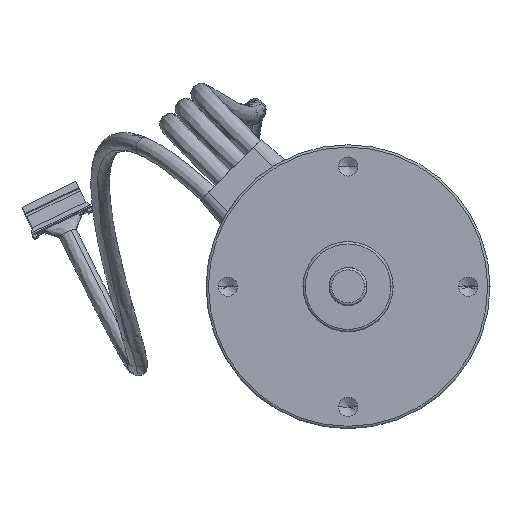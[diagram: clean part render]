
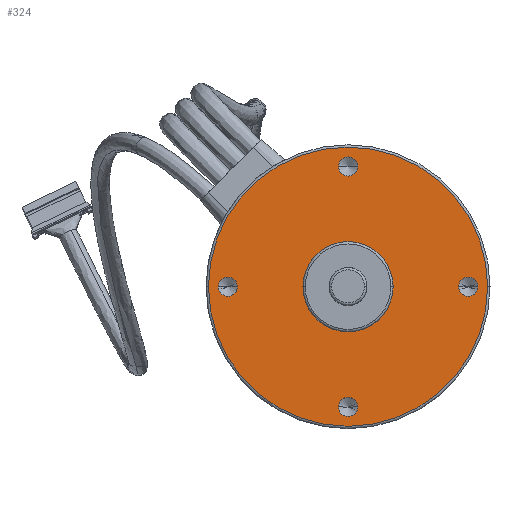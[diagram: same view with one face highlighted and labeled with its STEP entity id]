
A CAD part, top view. The second image highlights one B-rep face of the part: STEP entity #324.
In plain terms, the highlighted planar face has unit normal (0, 0, 1).
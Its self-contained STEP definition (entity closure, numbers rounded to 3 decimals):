
#129 = EDGE_LOOP ( 'NONE', ( #5500, #6827 ) ) ;
#324 = ADVANCED_FACE ( 'NONE', ( #7490, #4865, #796, #2400, #6755, #4633 ), #6009, .T. ) ;
#337 = CARTESIAN_POINT ( 'NONE',  ( 0., -25.4, 0. ) ) ;
#370 = CIRCLE ( 'NONE', #8092, 2.019 ) ;
#511 = EDGE_CURVE ( 'NONE', #3035, #6031, #4518, .T. ) ;
#634 = ORIENTED_EDGE ( 'NONE', *, *, #9711, .F. ) ;
#796 = FACE_BOUND ( 'NONE', #3621, .T. ) ;
#963 = CARTESIAN_POINT ( 'NONE',  ( 2.019, 25.4, 0. ) ) ;
#1007 = DIRECTION ( 'NONE',  ( 0., 0., 1. ) ) ;
#1009 = CARTESIAN_POINT ( 'NONE',  ( 0., 25.4, 0. ) ) ;
#1031 = DIRECTION ( 'NONE',  ( 0., 0., 1. ) ) ;
#1092 = CARTESIAN_POINT ( 'NONE',  ( -23.381, 0., 0. ) ) ;
#1097 = AXIS2_PLACEMENT_3D ( 'NONE', #8131, #1007, #7197 ) ;
#1132 = CIRCLE ( 'NONE', #9918, 2.019 ) ;
#1225 = CIRCLE ( 'NONE', #3081, 9.525 ) ;
#1430 = CARTESIAN_POINT ( 'NONE',  ( 0., 25.4, 0. ) ) ;
#1471 = AXIS2_PLACEMENT_3D ( 'NONE', #337, #5068, #5028 ) ;
#1706 = VERTEX_POINT ( 'NONE', #2609 ) ;
#1853 = CARTESIAN_POINT ( 'NONE',  ( 2.019, -25.4, 0. ) ) ;
#1889 = CARTESIAN_POINT ( 'NONE',  ( 25.4, 0., 0. ) ) ;
#1980 = DIRECTION ( 'NONE',  ( 0., 0., 1. ) ) ;
#2002 = CARTESIAN_POINT ( 'NONE',  ( -2.019, 25.4, 0. ) ) ;
#2255 = DIRECTION ( 'NONE',  ( 0., 0., 1. ) ) ;
#2384 = ORIENTED_EDGE ( 'NONE', *, *, #511, .F. ) ;
#2400 = FACE_BOUND ( 'NONE', #3220, .T. ) ;
#2534 = CIRCLE ( 'NONE', #4544, 29.491 ) ;
#2609 = CARTESIAN_POINT ( 'NONE',  ( -29.491, 0., 0. ) ) ;
#2612 = EDGE_CURVE ( 'NONE', #8681, #7955, #2709, .T. ) ;
#2709 = CIRCLE ( 'NONE', #1471, 2.019 ) ;
#2834 = EDGE_CURVE ( 'NONE', #10080, #5797, #8009, .T. ) ;
#2835 = VERTEX_POINT ( 'NONE', #3004 ) ;
#2887 = DIRECTION ( 'NONE',  ( 1., 0., 0. ) ) ;
#2894 = DIRECTION ( 'NONE',  ( 1., 0., 0. ) ) ;
#3004 = CARTESIAN_POINT ( 'NONE',  ( 29.491, 0., 0. ) ) ;
#3035 = VERTEX_POINT ( 'NONE', #8572 ) ;
#3081 = AXIS2_PLACEMENT_3D ( 'NONE', #9693, #1031, #7225 ) ;
#3220 = EDGE_LOOP ( 'NONE', ( #8079, #4310 ) ) ;
#3372 = EDGE_CURVE ( 'NONE', #5848, #6667, #10212, .T. ) ;
#3502 = ORIENTED_EDGE ( 'NONE', *, *, #4019, .F. ) ;
#3621 = EDGE_LOOP ( 'NONE', ( #3502, #2384 ) ) ;
#3680 = CIRCLE ( 'NONE', #9238, 2.019 ) ;
#3710 = EDGE_LOOP ( 'NONE', ( #9936, #8772 ) ) ;
#3721 = CIRCLE ( 'NONE', #6904, 2.019 ) ;
#3725 = AXIS2_PLACEMENT_3D ( 'NONE', #6795, #7615, #2887 ) ;
#3731 = EDGE_CURVE ( 'NONE', #7955, #8681, #4650, .T. ) ;
#3851 = CARTESIAN_POINT ( 'NONE',  ( -25.4, 0., 0. ) ) ;
#3867 = DIRECTION ( 'NONE',  ( 1., 0., 0. ) ) ;
#4019 = EDGE_CURVE ( 'NONE', #6031, #3035, #3680, .T. ) ;
#4310 = ORIENTED_EDGE ( 'NONE', *, *, #3731, .F. ) ;
#4317 = DIRECTION ( 'NONE',  ( 1., 0., 0. ) ) ;
#4460 = ORIENTED_EDGE ( 'NONE', *, *, #9307, .F. ) ;
#4518 = CIRCLE ( 'NONE', #6889, 2.019 ) ;
#4544 = AXIS2_PLACEMENT_3D ( 'NONE', #6989, #2255, #2894 ) ;
#4633 = FACE_BOUND ( 'NONE', #129, .T. ) ;
#4650 = CIRCLE ( 'NONE', #1097, 2.019 ) ;
#4865 = FACE_BOUND ( 'NONE', #6430, .T. ) ;
#5028 = DIRECTION ( 'NONE',  ( 1., 0., 0. ) ) ;
#5033 = ORIENTED_EDGE ( 'NONE', *, *, #2834, .F. ) ;
#5068 = DIRECTION ( 'NONE',  ( 0., 0., 1. ) ) ;
#5344 = DIRECTION ( 'NONE',  ( 1., 0., 0. ) ) ;
#5359 = CARTESIAN_POINT ( 'NONE',  ( 0., 0., 0. ) ) ;
#5439 = DIRECTION ( 'NONE',  ( 0., 0., 1. ) ) ;
#5466 = DIRECTION ( 'NONE',  ( 0., 0., 1. ) ) ;
#5480 = EDGE_CURVE ( 'NONE', #8044, #7680, #1132, .T. ) ;
#5500 = ORIENTED_EDGE ( 'NONE', *, *, #3372, .F. ) ;
#5785 = DIRECTION ( 'NONE',  ( 0., 0., 1. ) ) ;
#5797 = VERTEX_POINT ( 'NONE', #2002 ) ;
#5848 = VERTEX_POINT ( 'NONE', #8302 ) ;
#5980 = DIRECTION ( 'NONE',  ( 1., 0., 0. ) ) ;
#6009 = PLANE ( 'NONE',  #3725 ) ;
#6031 = VERTEX_POINT ( 'NONE', #6039 ) ;
#6039 = CARTESIAN_POINT ( 'NONE',  ( 27.419, 0., 0. ) ) ;
#6150 = DIRECTION ( 'NONE',  ( 0., 0., 1. ) ) ;
#6151 = CARTESIAN_POINT ( 'NONE',  ( -25.4, 0., 0. ) ) ;
#6430 = EDGE_LOOP ( 'NONE', ( #5033, #4460 ) ) ;
#6630 = CARTESIAN_POINT ( 'NONE',  ( -2.019, -25.4, 0. ) ) ;
#6667 = VERTEX_POINT ( 'NONE', #6970 ) ;
#6755 = FACE_BOUND ( 'NONE', #9881, .T. ) ;
#6795 = CARTESIAN_POINT ( 'NONE',  ( 0., 0., 0. ) ) ;
#6827 = ORIENTED_EDGE ( 'NONE', *, *, #9915, .F. ) ;
#6889 = AXIS2_PLACEMENT_3D ( 'NONE', #1889, #7422, #4317 ) ;
#6904 = AXIS2_PLACEMENT_3D ( 'NONE', #1009, #8136, #8955 ) ;
#6964 = DIRECTION ( 'NONE',  ( 0., 0., 1. ) ) ;
#6970 = CARTESIAN_POINT ( 'NONE',  ( 9.525, 0., 0. ) ) ;
#6989 = CARTESIAN_POINT ( 'NONE',  ( 0., 0., 0. ) ) ;
#6997 = DIRECTION ( 'NONE',  ( 1., 0., 0. ) ) ;
#7197 = DIRECTION ( 'NONE',  ( 1., 0., 0. ) ) ;
#7225 = DIRECTION ( 'NONE',  ( 1., 0., 0. ) ) ;
#7244 = EDGE_CURVE ( 'NONE', #2835, #1706, #2534, .T. ) ;
#7422 = DIRECTION ( 'NONE',  ( 0., 0., 1. ) ) ;
#7490 = FACE_OUTER_BOUND ( 'NONE', #3710, .T. ) ;
#7506 = AXIS2_PLACEMENT_3D ( 'NONE', #5359, #6150, #3867 ) ;
#7559 = CARTESIAN_POINT ( 'NONE',  ( 25.4, 0., 0. ) ) ;
#7615 = DIRECTION ( 'NONE',  ( 0., 0., 1. ) ) ;
#7680 = VERTEX_POINT ( 'NONE', #10202 ) ;
#7833 = DIRECTION ( 'NONE',  ( 1., 0., 0. ) ) ;
#7955 = VERTEX_POINT ( 'NONE', #6630 ) ;
#8009 = CIRCLE ( 'NONE', #9602, 2.019 ) ;
#8044 = VERTEX_POINT ( 'NONE', #1092 ) ;
#8079 = ORIENTED_EDGE ( 'NONE', *, *, #2612, .F. ) ;
#8092 = AXIS2_PLACEMENT_3D ( 'NONE', #6151, #6964, #6997 ) ;
#8131 = CARTESIAN_POINT ( 'NONE',  ( 0., -25.4, 0. ) ) ;
#8136 = DIRECTION ( 'NONE',  ( 0., 0., 1. ) ) ;
#8192 = DIRECTION ( 'NONE',  ( 1., 0., 0. ) ) ;
#8302 = CARTESIAN_POINT ( 'NONE',  ( -9.525, 0., 0. ) ) ;
#8572 = CARTESIAN_POINT ( 'NONE',  ( 23.381, 0., 0. ) ) ;
#8653 = CIRCLE ( 'NONE', #7506, 29.491 ) ;
#8681 = VERTEX_POINT ( 'NONE', #1853 ) ;
#8772 = ORIENTED_EDGE ( 'NONE', *, *, #9049, .T. ) ;
#8955 = DIRECTION ( 'NONE',  ( 1., 0., 0. ) ) ;
#8969 = CARTESIAN_POINT ( 'NONE',  ( 0., 0., 0. ) ) ;
#9049 = EDGE_CURVE ( 'NONE', #1706, #2835, #8653, .T. ) ;
#9238 = AXIS2_PLACEMENT_3D ( 'NONE', #7559, #1980, #5980 ) ;
#9307 = EDGE_CURVE ( 'NONE', #5797, #10080, #3721, .T. ) ;
#9324 = ORIENTED_EDGE ( 'NONE', *, *, #5480, .F. ) ;
#9602 = AXIS2_PLACEMENT_3D ( 'NONE', #1430, #5466, #7833 ) ;
#9693 = CARTESIAN_POINT ( 'NONE',  ( 0., 0., 0. ) ) ;
#9711 = EDGE_CURVE ( 'NONE', #7680, #8044, #370, .T. ) ;
#9881 = EDGE_LOOP ( 'NONE', ( #9324, #634 ) ) ;
#9883 = AXIS2_PLACEMENT_3D ( 'NONE', #8969, #5785, #8192 ) ;
#9915 = EDGE_CURVE ( 'NONE', #6667, #5848, #1225, .T. ) ;
#9918 = AXIS2_PLACEMENT_3D ( 'NONE', #3851, #5439, #5344 ) ;
#9936 = ORIENTED_EDGE ( 'NONE', *, *, #7244, .T. ) ;
#10080 = VERTEX_POINT ( 'NONE', #963 ) ;
#10202 = CARTESIAN_POINT ( 'NONE',  ( -27.419, 0., 0. ) ) ;
#10212 = CIRCLE ( 'NONE', #9883, 9.525 ) ;
